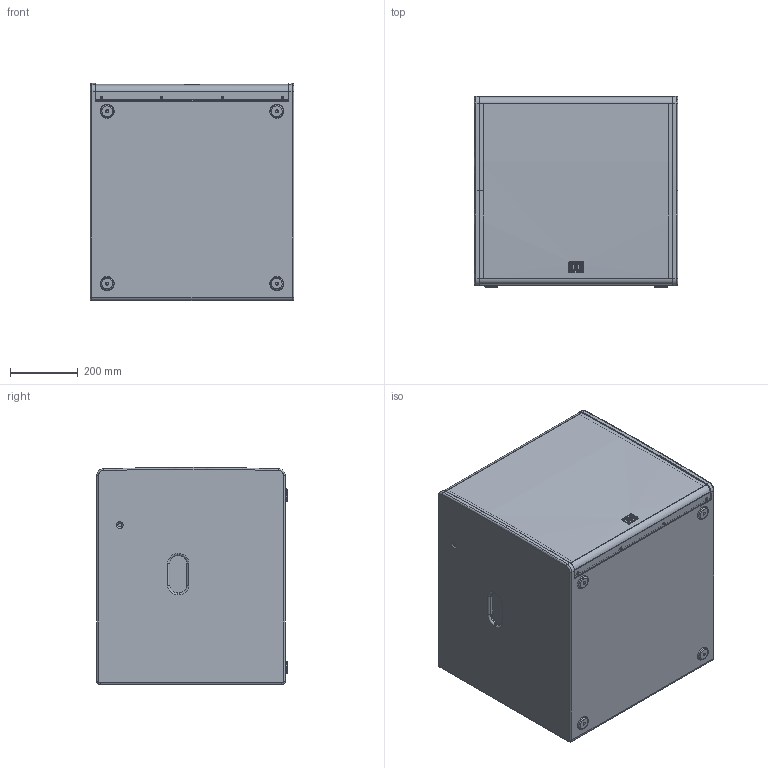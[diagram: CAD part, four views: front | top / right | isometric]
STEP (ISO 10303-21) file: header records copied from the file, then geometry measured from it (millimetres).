
FILE_DESCRIPTION (( 'STEP AP214' ), '1' );
FILE_NAME ('TNA-1800S.STEP', '2020-02-26T15:41:23', ( '' ), ( '' ), 'SwSTEP 2.0', 'SolidWorks 2019', '' );
FILE_SCHEMA (( 'AUTOMOTIVE_DESIGN' ));
Length unit declared in the file: millimetre
Products named in the file (1): TNA-1800S
Bounding box: 600 x 562 x 640 mm (x, y, z)
Volume: 205215378.7 mm3; surface area: 3620526.6 mm2
Topology: 8 solids, 16 shells, 628 faces, 1404 edges, 852 vertices
Faces by surface type: cylinder 290, plane 189, cone 78, torus 59, bspline 12
Entity records: 24481 total; most frequent: CARTESIAN_POINT 3677, DIRECTION 3199, ORIENTED_EDGE 2776, EDGE_CURVE 1388, AXIS2_PLACEMENT_3D 1280, VERTEX_POINT 852, EDGE_LOOP 716, CIRCLE 663
